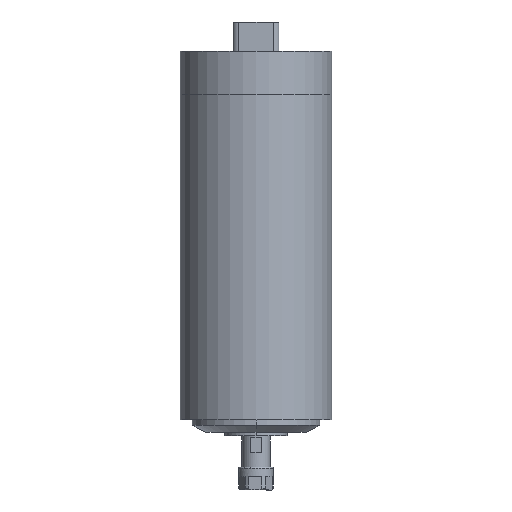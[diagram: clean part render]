
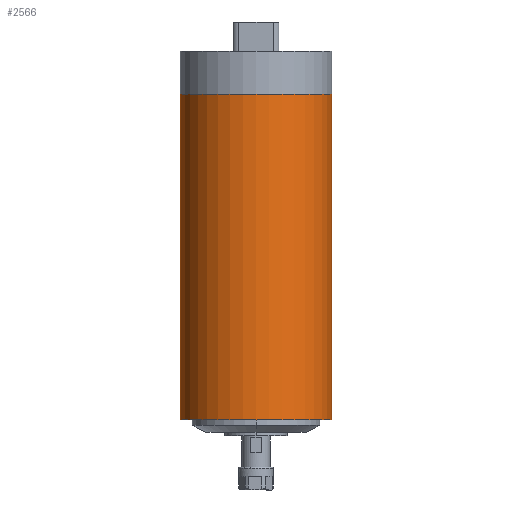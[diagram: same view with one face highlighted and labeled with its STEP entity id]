
A CAD part, front view. The second image highlights one B-rep face of the part: STEP entity #2566.
In plain terms, the highlighted cylindrical face has radius 40 mm (diameter 80 mm), a partial arc.
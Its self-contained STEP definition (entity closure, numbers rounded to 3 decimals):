
#45 = EDGE_CURVE ( 'NONE', #2036, #2222, #3694, .T. ) ;
#50 = DIRECTION ( 'NONE',  ( -1., 0., 0. ) ) ;
#321 = VERTEX_POINT ( 'NONE', #431 ) ;
#431 = CARTESIAN_POINT ( 'NONE',  ( -40., 0., 171.5 ) ) ;
#549 = CARTESIAN_POINT ( 'NONE',  ( 0., 0., 0. ) ) ;
#559 = CARTESIAN_POINT ( 'NONE',  ( -40., 0., 171.5 ) ) ;
#593 = VECTOR ( 'NONE', #3607, 1000. ) ;
#814 = VECTOR ( 'NONE', #994, 1000. ) ;
#950 = CARTESIAN_POINT ( 'NONE',  ( -40., 0., 0. ) ) ;
#994 = DIRECTION ( 'NONE',  ( 0., 0., -1. ) ) ;
#1133 = DIRECTION ( 'NONE',  ( 1., 0., 0. ) ) ;
#1176 = EDGE_CURVE ( 'NONE', #321, #1592, #2534, .T. ) ;
#1242 = CARTESIAN_POINT ( 'NONE',  ( 40., 0., 171.5 ) ) ;
#1339 = EDGE_CURVE ( 'NONE', #1592, #2222, #2057, .T. ) ;
#1584 = EDGE_CURVE ( 'NONE', #321, #2036, #3187, .T. ) ;
#1592 = VERTEX_POINT ( 'NONE', #1242 ) ;
#1819 = DIRECTION ( 'NONE',  ( 1., 0., 0. ) ) ;
#1826 = AXIS2_PLACEMENT_3D ( 'NONE', #1930, #1889, #50 ) ;
#1889 = DIRECTION ( 'NONE',  ( 0., 0., -1. ) ) ;
#1930 = CARTESIAN_POINT ( 'NONE',  ( 0., 0., 171.5 ) ) ;
#1992 = AXIS2_PLACEMENT_3D ( 'NONE', #549, #2766, #1819 ) ;
#2036 = VERTEX_POINT ( 'NONE', #950 ) ;
#2057 = LINE ( 'NONE', #3624, #593 ) ;
#2063 = ORIENTED_EDGE ( 'NONE', *, *, #1584, .T. ) ;
#2222 = VERTEX_POINT ( 'NONE', #2299 ) ;
#2299 = CARTESIAN_POINT ( 'NONE',  ( 40., 0., 0. ) ) ;
#2344 = CYLINDRICAL_SURFACE ( 'NONE', #1826, 40. ) ;
#2534 = CIRCLE ( 'NONE', #3371, 40. ) ;
#2536 = ORIENTED_EDGE ( 'NONE', *, *, #45, .T. ) ;
#2566 = ADVANCED_FACE ( 'NONE', ( #3636 ), #2344, .T. ) ;
#2681 = CARTESIAN_POINT ( 'NONE',  ( 0., 0., 171.5 ) ) ;
#2766 = DIRECTION ( 'NONE',  ( 0., 0., 1. ) ) ;
#2953 = ORIENTED_EDGE ( 'NONE', *, *, #1339, .F. ) ;
#3018 = ORIENTED_EDGE ( 'NONE', *, *, #1176, .F. ) ;
#3187 = LINE ( 'NONE', #559, #814 ) ;
#3371 = AXIS2_PLACEMENT_3D ( 'NONE', #2681, #3833, #1133 ) ;
#3510 = EDGE_LOOP ( 'NONE', ( #2953, #3018, #2063, #2536 ) ) ;
#3607 = DIRECTION ( 'NONE',  ( 0., 0., -1. ) ) ;
#3624 = CARTESIAN_POINT ( 'NONE',  ( 40., 0., 171.5 ) ) ;
#3636 = FACE_OUTER_BOUND ( 'NONE', #3510, .T. ) ;
#3694 = CIRCLE ( 'NONE', #1992, 40. ) ;
#3833 = DIRECTION ( 'NONE',  ( 0., 0., 1. ) ) ;
